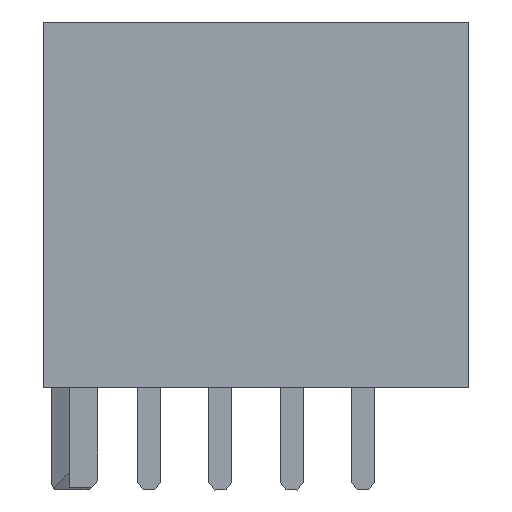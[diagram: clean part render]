
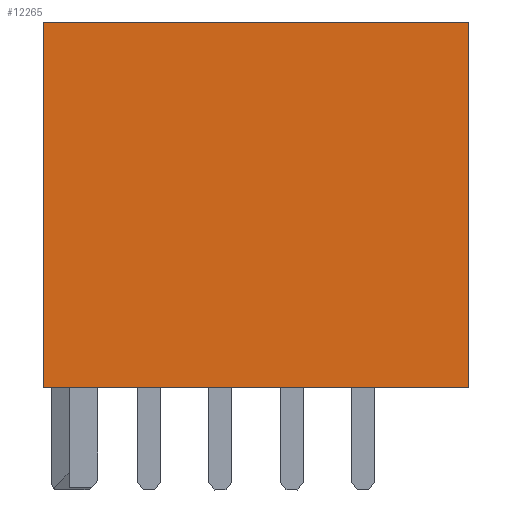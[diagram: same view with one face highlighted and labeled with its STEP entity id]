
A CAD part, left-side view. The second image highlights one B-rep face of the part: STEP entity #12265.
In plain terms, the highlighted face is planar.
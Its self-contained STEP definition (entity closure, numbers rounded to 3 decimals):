
#1195=ORIENTED_EDGE('',*,*,#4651,.F.);
#1196=ORIENTED_EDGE('',*,*,#4216,.F.);
#1197=ORIENTED_EDGE('',*,*,#4652,.F.);
#1198=ORIENTED_EDGE('',*,*,#4653,.F.);
#4216=EDGE_CURVE('',#6023,#6024,#7203,.T.);
#4651=EDGE_CURVE('',#6024,#6323,#7626,.T.);
#4652=EDGE_CURVE('',#6324,#6023,#7627,.T.);
#4653=EDGE_CURVE('',#6323,#6324,#7628,.T.);
#6023=VERTEX_POINT('',#17505);
#6024=VERTEX_POINT('',#17507);
#6323=VERTEX_POINT('',#18317);
#6324=VERTEX_POINT('',#18319);
#7203=LINE('',#17506,#8955);
#7626=LINE('',#18316,#9378);
#7627=LINE('',#18318,#9379);
#7628=LINE('',#18320,#9380);
#8955=VECTOR('',#13974,1000.);
#9378=VECTOR('',#14573,1000.);
#9379=VECTOR('',#14574,1000.);
#9380=VECTOR('',#14575,1000.);
#10401=EDGE_LOOP('',(#1195,#1196,#1197,#1198));
#11050=FACE_BOUND('',#10401,.T.);
#11679=PLANE('',#12927);
#12265=ADVANCED_FACE('',(#11050),#11679,.F.);
#12927=AXIS2_PLACEMENT_3D('',#18315,#14571,#14572);
#13974=DIRECTION('',(1.,0.,0.));
#14571=DIRECTION('',(0.,1.,0.));
#14572=DIRECTION('',(0.,0.,1.));
#14573=DIRECTION('',(0.,0.,-1.));
#14574=DIRECTION('',(0.,0.,1.));
#14575=DIRECTION('',(-1.,0.,0.));
#17505=CARTESIAN_POINT('',(-7.45,0.,6.4));
#17506=CARTESIAN_POINT('',(-7.45,0.,6.4));
#17507=CARTESIAN_POINT('',(7.45,0.,6.4));
#18315=CARTESIAN_POINT('',(0.,0.,0.));
#18316=CARTESIAN_POINT('',(7.45,0.,6.4));
#18317=CARTESIAN_POINT('',(7.45,0.,-6.4));
#18318=CARTESIAN_POINT('',(-7.45,0.,-6.4));
#18319=CARTESIAN_POINT('',(-7.45,0.,-6.4));
#18320=CARTESIAN_POINT('',(7.45,0.,-6.4));
